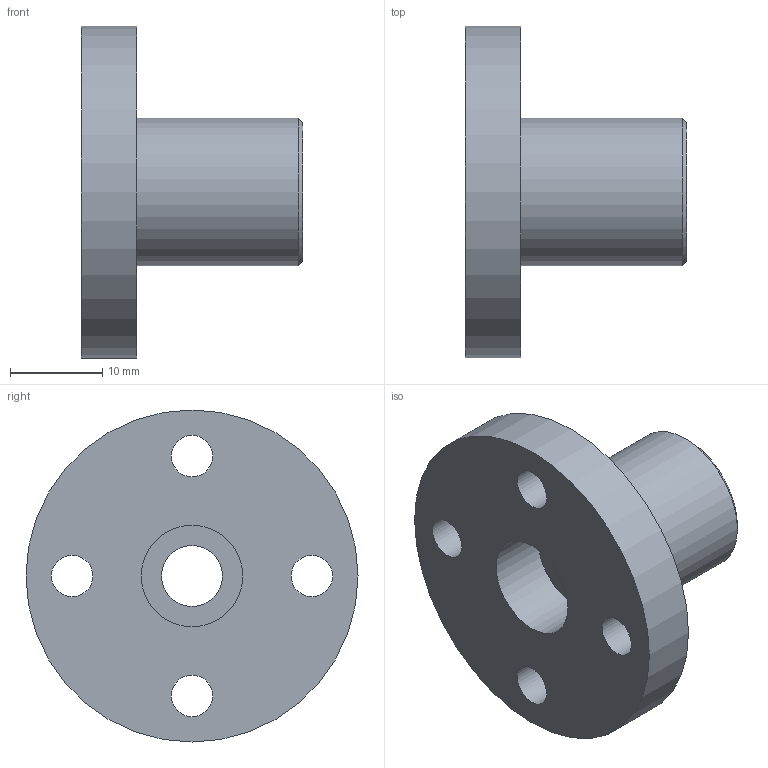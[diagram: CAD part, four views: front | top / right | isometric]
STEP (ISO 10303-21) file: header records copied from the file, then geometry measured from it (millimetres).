
FILE_DESCRIPTION(/* description */ ('STEP AP214'),/* implementation_level */ '2;1');
FILE_NAME(/* name */ 'SSTHXR12',/* time_stamp */ '2023-10-02T15:27:38+02:00',/* author */ ('License CC BY-ND 4.0'),/* organization */ ('CADENAS'),/* preprocessor_version */ 'ST-DEVELOPER v19.3',/* originating_system */ 'PARTsolutions',/* authorisation */ ' ');
FILE_SCHEMA (('AUTOMOTIVE_DESIGN {1 0 10303 214 3 1 1}'));
Length unit declared in the file: millimetre
Products named in the file (1): SSTHXR12
Bounding box: 24 x 36 x 36 mm (x, y, z)
Volume: 7093.7 mm3; surface area: 4536.8 mm2
Topology: 1 solids, 1 shells, 17 faces, 33 edges, 21 vertices
Faces by surface type: cylinder 9, plane 5, cone 2, torus 1
Full cylindrical faces by diameter (mm): 4.5 x4, 6.6 x1, 11 x1, 12 x1, 16 x1, 36 x1
Entity records: 434 total; most frequent: DIRECTION 78, CARTESIAN_POINT 60, ORIENTED_EDGE 42, EDGE_LOOP 42, FACE_BOUND 42, AXIS2_PLACEMENT_3D 39, EDGE_CURVE 21, VERTEX_POINT 21
